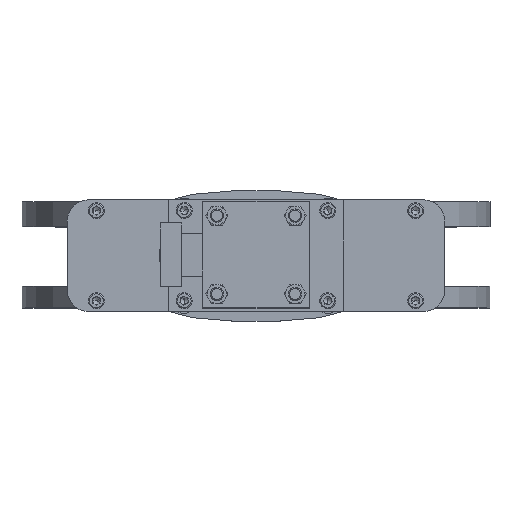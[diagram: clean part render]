
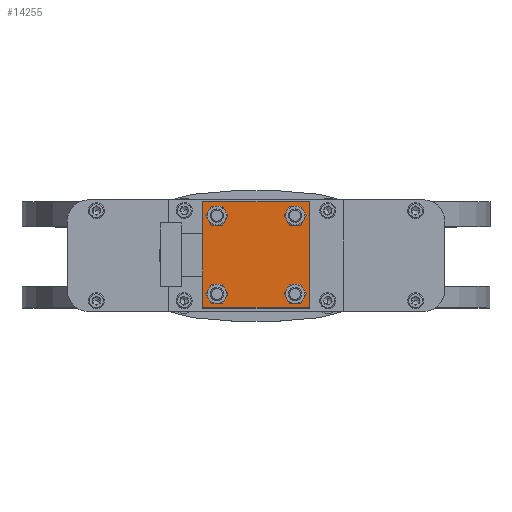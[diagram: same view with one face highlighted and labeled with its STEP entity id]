
A CAD part, top view. The second image highlights one B-rep face of the part: STEP entity #14255.
In plain terms, the highlighted planar face has unit normal (0, 0, 1).
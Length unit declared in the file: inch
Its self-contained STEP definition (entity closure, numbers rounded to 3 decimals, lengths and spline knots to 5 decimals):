
#92 = CIRCLE ( 'NONE', #3133, 0.2225 ) ;
#727 = ORIENTED_EDGE ( 'NONE', *, *, #18824, .T. ) ;
#1264 = DIRECTION ( 'NONE',  ( 0., 0., 1. ) ) ;
#1380 = CIRCLE ( 'NONE', #11805, 0.2225 ) ;
#1778 = CARTESIAN_POINT ( 'NONE',  ( -0.92, 0.2179, 22.8125 ) ) ;
#1993 = CARTESIAN_POINT ( 'NONE',  ( 0.92, 0.4404, 22.8125 ) ) ;
#2220 = ORIENTED_EDGE ( 'NONE', *, *, #7593, .T. ) ;
#2688 = DIRECTION ( 'NONE',  ( 0., 0., -1. ) ) ;
#3133 = AXIS2_PLACEMENT_3D ( 'NONE', #13122, #4929, #14806 ) ;
#3261 = DIRECTION ( 'NONE',  ( 0., 1., 0. ) ) ;
#3337 = DIRECTION ( 'NONE',  ( 0., 0., -1. ) ) ;
#3340 = ORIENTED_EDGE ( 'NONE', *, *, #3357, .T. ) ;
#3357 = EDGE_CURVE ( 'NONE', #16657, #20321, #8643, .T. ) ;
#3507 = EDGE_CURVE ( 'NONE', #21337, #19266, #17335, .T. ) ;
#3768 = CARTESIAN_POINT ( 'NONE',  ( -1.25, -0.1121, 22.8125 ) ) ;
#3954 = AXIS2_PLACEMENT_3D ( 'NONE', #1778, #3337, #15103 ) ;
#4042 = DIRECTION ( 'NONE',  ( 0., 0., -1. ) ) ;
#4075 = CARTESIAN_POINT ( 'NONE',  ( -0.92, 0.2179, 22.8125 ) ) ;
#4123 = DIRECTION ( 'NONE',  ( 1., 0., 0. ) ) ;
#4314 = CARTESIAN_POINT ( 'NONE',  ( -0.92, 2.0579, 22.8125 ) ) ;
#4854 = VECTOR ( 'NONE', #4123, 39.37008 ) ;
#4929 = DIRECTION ( 'NONE',  ( 0., 0., -1. ) ) ;
#5016 = ORIENTED_EDGE ( 'NONE', *, *, #18761, .T. ) ;
#5402 = DIRECTION ( 'NONE',  ( -1., 0., 0. ) ) ;
#5748 = EDGE_CURVE ( 'NONE', #10128, #16928, #12051, .T. ) ;
#5801 = EDGE_CURVE ( 'NONE', #12670, #15383, #10104, .T. ) ;
#6037 = CIRCLE ( 'NONE', #6286, 0.2225 ) ;
#6286 = AXIS2_PLACEMENT_3D ( 'NONE', #10795, #2688, #7478 ) ;
#6322 = EDGE_LOOP ( 'NONE', ( #727, #5016 ) ) ;
#6499 = DIRECTION ( 'NONE',  ( 0., 0., -1. ) ) ;
#6964 = EDGE_CURVE ( 'NONE', #15101, #12670, #19510, .T. ) ;
#7092 = CARTESIAN_POINT ( 'NONE',  ( 0.92, 2.2804, 22.8125 ) ) ;
#7400 = ORIENTED_EDGE ( 'NONE', *, *, #5748, .T. ) ;
#7427 = DIRECTION ( 'NONE',  ( 0., -1., 0. ) ) ;
#7478 = DIRECTION ( 'NONE',  ( 0., -1., 0. ) ) ;
#7593 = EDGE_CURVE ( 'NONE', #20321, #16657, #15514, .T. ) ;
#7798 = FACE_OUTER_BOUND ( 'NONE', #19411, .T. ) ;
#8335 = VERTEX_POINT ( 'NONE', #11559 ) ;
#8469 = ORIENTED_EDGE ( 'NONE', *, *, #10593, .T. ) ;
#8505 = VERTEX_POINT ( 'NONE', #20866 ) ;
#8557 = ORIENTED_EDGE ( 'NONE', *, *, #14781, .T. ) ;
#8643 = CIRCLE ( 'NONE', #19048, 0.2225 ) ;
#8922 = CARTESIAN_POINT ( 'NONE',  ( 0.92, 1.8354, 22.8125 ) ) ;
#9009 = LINE ( 'NONE', #19525, #16393 ) ;
#9122 = FACE_BOUND ( 'NONE', #9574, .T. ) ;
#9195 = ORIENTED_EDGE ( 'NONE', *, *, #12854, .T. ) ;
#9574 = EDGE_LOOP ( 'NONE', ( #7400, #8557 ) ) ;
#9682 = CARTESIAN_POINT ( 'NONE',  ( 0.92, 2.0579, 22.8125 ) ) ;
#9748 = AXIS2_PLACEMENT_3D ( 'NONE', #9818, #1264, #3261 ) ;
#9818 = CARTESIAN_POINT ( 'NONE',  ( 0., 1.1379, 22.8125 ) ) ;
#9843 = EDGE_LOOP ( 'NONE', ( #8469, #14574 ) ) ;
#9989 = VECTOR ( 'NONE', #19716, 39.37008 ) ;
#10104 = LINE ( 'NONE', #10675, #4854 ) ;
#10128 = VERTEX_POINT ( 'NONE', #12202 ) ;
#10593 = EDGE_CURVE ( 'NONE', #19266, #21337, #1380, .T. ) ;
#10675 = CARTESIAN_POINT ( 'NONE',  ( -1.25, -0.1121, 22.8125 ) ) ;
#10795 = CARTESIAN_POINT ( 'NONE',  ( -0.92, 2.0579, 22.8125 ) ) ;
#11046 = CARTESIAN_POINT ( 'NONE',  ( 0.92, 2.0579, 22.8125 ) ) ;
#11182 = EDGE_LOOP ( 'NONE', ( #2220, #3340 ) ) ;
#11464 = PLANE ( 'NONE',  #9748 ) ;
#11559 = CARTESIAN_POINT ( 'NONE',  ( -0.92, 2.2804, 22.8125 ) ) ;
#11702 = ORIENTED_EDGE ( 'NONE', *, *, #6964, .T. ) ;
#11786 = VERTEX_POINT ( 'NONE', #17017 ) ;
#11805 = AXIS2_PLACEMENT_3D ( 'NONE', #4075, #19027, #14163 ) ;
#12051 = CIRCLE ( 'NONE', #18243, 0.2225 ) ;
#12202 = CARTESIAN_POINT ( 'NONE',  ( 0.92, -0.0046, 22.8125 ) ) ;
#12272 = CARTESIAN_POINT ( 'NONE',  ( 1.25, 2.3879, 22.8125 ) ) ;
#12670 = VERTEX_POINT ( 'NONE', #3768 ) ;
#12854 = EDGE_CURVE ( 'NONE', #15383, #8505, #9009, .T. ) ;
#12902 = LINE ( 'NONE', #12272, #13407 ) ;
#13122 = CARTESIAN_POINT ( 'NONE',  ( 0.92, 0.2179, 22.8125 ) ) ;
#13152 = CIRCLE ( 'NONE', #13914, 0.2225 ) ;
#13407 = VECTOR ( 'NONE', #5402, 39.37008 ) ;
#13914 = AXIS2_PLACEMENT_3D ( 'NONE', #4314, #15812, #17642 ) ;
#14059 = CARTESIAN_POINT ( 'NONE',  ( 0.92, 0.2179, 22.8125 ) ) ;
#14128 = FACE_BOUND ( 'NONE', #6322, .T. ) ;
#14163 = DIRECTION ( 'NONE',  ( 0., -1., 0. ) ) ;
#14255 = ADVANCED_FACE ( 'NONE', ( #7798, #14128, #17296, #9122, #21502 ), #11464, .T. ) ;
#14574 = ORIENTED_EDGE ( 'NONE', *, *, #3507, .T. ) ;
#14588 = AXIS2_PLACEMENT_3D ( 'NONE', #11046, #4042, #7427 ) ;
#14781 = EDGE_CURVE ( 'NONE', #16928, #10128, #92, .T. ) ;
#14806 = DIRECTION ( 'NONE',  ( 0., -1., 0. ) ) ;
#15101 = VERTEX_POINT ( 'NONE', #16492 ) ;
#15103 = DIRECTION ( 'NONE',  ( 0., -1., 0. ) ) ;
#15153 = CARTESIAN_POINT ( 'NONE',  ( 1.25, -0.1121, 22.8125 ) ) ;
#15383 = VERTEX_POINT ( 'NONE', #15153 ) ;
#15514 = CIRCLE ( 'NONE', #14588, 0.2225 ) ;
#15812 = DIRECTION ( 'NONE',  ( 0., 0., -1. ) ) ;
#16393 = VECTOR ( 'NONE', #17985, 39.37008 ) ;
#16492 = CARTESIAN_POINT ( 'NONE',  ( -1.25, 2.3879, 22.8125 ) ) ;
#16657 = VERTEX_POINT ( 'NONE', #7092 ) ;
#16857 = ORIENTED_EDGE ( 'NONE', *, *, #5801, .T. ) ;
#16928 = VERTEX_POINT ( 'NONE', #1993 ) ;
#17017 = CARTESIAN_POINT ( 'NONE',  ( -0.92, 1.8354, 22.8125 ) ) ;
#17296 = FACE_BOUND ( 'NONE', #11182, .T. ) ;
#17335 = CIRCLE ( 'NONE', #3954, 0.2225 ) ;
#17642 = DIRECTION ( 'NONE',  ( 0., -1., 0. ) ) ;
#17967 = CARTESIAN_POINT ( 'NONE',  ( -1.25, 2.3879, 22.8125 ) ) ;
#17985 = DIRECTION ( 'NONE',  ( 0., 1., 0. ) ) ;
#18168 = DIRECTION ( 'NONE',  ( 0., -1., 0. ) ) ;
#18243 = AXIS2_PLACEMENT_3D ( 'NONE', #14059, #20978, #19151 ) ;
#18704 = EDGE_CURVE ( 'NONE', #8505, #15101, #12902, .T. ) ;
#18761 = EDGE_CURVE ( 'NONE', #8335, #11786, #6037, .T. ) ;
#18824 = EDGE_CURVE ( 'NONE', #11786, #8335, #13152, .T. ) ;
#19027 = DIRECTION ( 'NONE',  ( 0., 0., -1. ) ) ;
#19048 = AXIS2_PLACEMENT_3D ( 'NONE', #9682, #6499, #18168 ) ;
#19151 = DIRECTION ( 'NONE',  ( 0., -1., 0. ) ) ;
#19266 = VERTEX_POINT ( 'NONE', #21554 ) ;
#19411 = EDGE_LOOP ( 'NONE', ( #11702, #16857, #9195, #20154 ) ) ;
#19510 = LINE ( 'NONE', #17967, #9989 ) ;
#19525 = CARTESIAN_POINT ( 'NONE',  ( 1.25, -0.1121, 22.8125 ) ) ;
#19716 = DIRECTION ( 'NONE',  ( 0., -1., 0. ) ) ;
#19897 = CARTESIAN_POINT ( 'NONE',  ( -0.92, 0.4404, 22.8125 ) ) ;
#20154 = ORIENTED_EDGE ( 'NONE', *, *, #18704, .T. ) ;
#20321 = VERTEX_POINT ( 'NONE', #8922 ) ;
#20866 = CARTESIAN_POINT ( 'NONE',  ( 1.25, 2.3879, 22.8125 ) ) ;
#20978 = DIRECTION ( 'NONE',  ( 0., 0., -1. ) ) ;
#21337 = VERTEX_POINT ( 'NONE', #19897 ) ;
#21502 = FACE_BOUND ( 'NONE', #9843, .T. ) ;
#21554 = CARTESIAN_POINT ( 'NONE',  ( -0.92, -0.0046, 22.8125 ) ) ;
